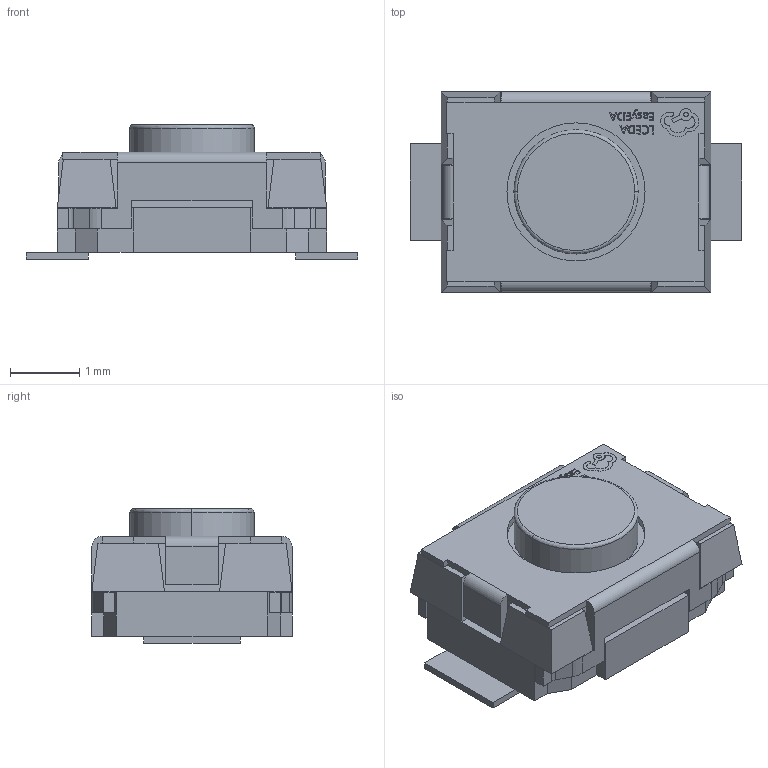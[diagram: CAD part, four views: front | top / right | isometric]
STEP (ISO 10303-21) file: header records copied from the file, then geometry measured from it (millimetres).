
FILE_DESCRIPTION (( 'STEP AP214' ), '1' );
FILE_NAME ('SW-SMD_L3.9-W3.0-P4.45.STEP', '2023-05-12T01:24:03', ( '' ), ( '' ), 'SwSTEP 2.0', 'SolidWorks 2019', '' );
FILE_SCHEMA (( 'AUTOMOTIVE_DESIGN' ));
Length unit declared in the file: millimetre
Products named in the file (4): SW-SMD_L3.9-W3.0-P4.45; COMPOUND_2; SW1
Assembly tree (3 placements, depth 4):
  SW-SMD_L3.9-W3.0-P4.45
    SW1
      SW-SMD_L3.9-W3.0-P4.45
        COMPOUND_2
Bounding box: 4.8 x 2.9 x 1.95 mm (x, y, z)
Volume: 16.2 mm3; surface area: 66.2 mm2
Topology: 16 solids, 16 shells, 457 faces, 1185 edges, 769 vertices
Faces by surface type: plane 319, bspline 114, cylinder 24
Entity records: 20355 total; most frequent: CARTESIAN_POINT 4643, ORIENTED_EDGE 2370, DIRECTION 1711, EDGE_CURVE 1185, VECTOR 909, LINE 909, VERTEX_POINT 769, EDGE_LOOP 478
